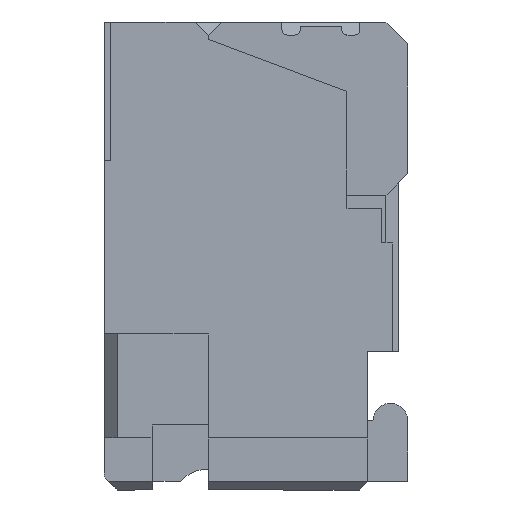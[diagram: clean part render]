
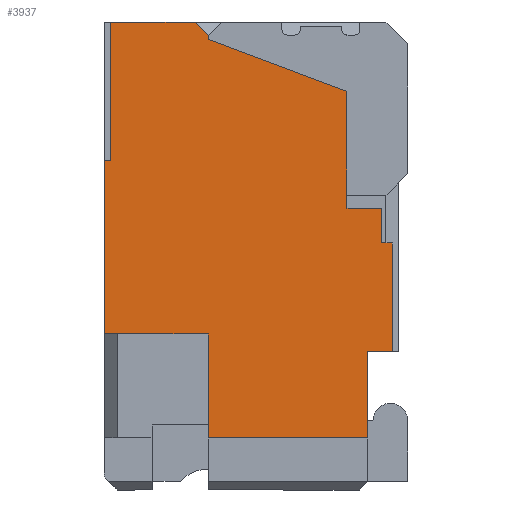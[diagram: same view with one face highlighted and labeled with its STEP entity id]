
A CAD part, left-side view. The second image highlights one B-rep face of the part: STEP entity #3937.
In plain terms, the highlighted planar face has unit normal (-1, 0, 0).
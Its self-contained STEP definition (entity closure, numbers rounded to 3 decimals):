
#67 = EDGE_CURVE ( 'NONE', #2214, #1957, #5107, .T. ) ;
#103 = VERTEX_POINT ( 'NONE', #4791 ) ;
#148 = EDGE_CURVE ( 'NONE', #6944, #2565, #215, .T. ) ;
#179 = CARTESIAN_POINT ( 'NONE',  ( -1.9, 1.715, 0.55 ) ) ;
#215 = LINE ( 'NONE', #6166, #513 ) ;
#219 = ORIENTED_EDGE ( 'NONE', *, *, #6858, .F. ) ;
#227 = EDGE_CURVE ( 'NONE', #5787, #103, #2627, .T. ) ;
#363 = VECTOR ( 'NONE', #1321, 1000. ) ;
#388 = LINE ( 'NONE', #4643, #524 ) ;
#411 = VERTEX_POINT ( 'NONE', #6336 ) ;
#429 = EDGE_CURVE ( 'NONE', #5084, #411, #3207, .T. ) ;
#513 = VECTOR ( 'NONE', #1793, 1000. ) ;
#515 = CARTESIAN_POINT ( 'NONE',  ( -1.9, 1.225, 1.35 ) ) ;
#524 = VECTOR ( 'NONE', #3101, 1000. ) ;
#629 = CARTESIAN_POINT ( 'NONE',  ( -1.9, 0.05, -0.55 ) ) ;
#720 = DIRECTION ( 'NONE',  ( 0., 0., 1. ) ) ;
#724 = CARTESIAN_POINT ( 'NONE',  ( -1.9, 0., -1.05 ) ) ;
#737 = CARTESIAN_POINT ( 'NONE',  ( -1.9, 1.15, -0.45 ) ) ;
#755 = EDGE_CURVE ( 'NONE', #4539, #3276, #5692, .T. ) ;
#770 = ORIENTED_EDGE ( 'NONE', *, *, #3297, .T. ) ;
#782 = ORIENTED_EDGE ( 'NONE', *, *, #787, .F. ) ;
#787 = EDGE_CURVE ( 'NONE', #3496, #103, #861, .T. ) ;
#825 = DIRECTION ( 'NONE',  ( 0., 0., 1. ) ) ;
#861 = LINE ( 'NONE', #5774, #5917 ) ;
#978 = DIRECTION ( 'NONE',  ( 0., 0., -1. ) ) ;
#996 = ORIENTED_EDGE ( 'NONE', *, *, #5139, .F. ) ;
#1012 = FACE_OUTER_BOUND ( 'NONE', #6506, .T. ) ;
#1096 = ORIENTED_EDGE ( 'NONE', *, *, #67, .F. ) ;
#1154 = CARTESIAN_POINT ( 'NONE',  ( -1.9, 0.15, 0.275 ) ) ;
#1156 = LINE ( 'NONE', #1504, #3503 ) ;
#1231 = LINE ( 'NONE', #1601, #3760 ) ;
#1282 = DIRECTION ( 'NONE',  ( 0., 1., 0. ) ) ;
#1321 = DIRECTION ( 'NONE',  ( 0., 1., 0. ) ) ;
#1357 = CARTESIAN_POINT ( 'NONE',  ( -1.9, 1.15, 1.25 ) ) ;
#1372 = EDGE_CURVE ( 'NONE', #5424, #6335, #3785, .T. ) ;
#1451 = CARTESIAN_POINT ( 'NONE',  ( -1.9, 0.23, -1.05 ) ) ;
#1452 = VECTOR ( 'NONE', #2043, 1000. ) ;
#1471 = LINE ( 'NONE', #629, #3904 ) ;
#1504 = CARTESIAN_POINT ( 'NONE',  ( -1.9, 0.088, -1.35 ) ) ;
#1594 = CARTESIAN_POINT ( 'NONE',  ( -1.9, 0.35, 0.275 ) ) ;
#1601 = CARTESIAN_POINT ( 'NONE',  ( -1.9, 0.35, 0.95 ) ) ;
#1651 = DIRECTION ( 'NONE',  ( 0., 0., -1. ) ) ;
#1793 = DIRECTION ( 'NONE',  ( 0., 0.707, 0.707 ) ) ;
#1891 = DIRECTION ( 'NONE',  ( 0., -0.936, -0.351 ) ) ;
#1957 = VERTEX_POINT ( 'NONE', #3204 ) ;
#2043 = DIRECTION ( 'NONE',  ( 0., 1., 0. ) ) ;
#2135 = CARTESIAN_POINT ( 'NONE',  ( -1.9, 0.15, 0.075 ) ) ;
#2146 = AXIS2_PLACEMENT_3D ( 'NONE', #3243, #3092, #5283 ) ;
#2169 = VECTOR ( 'NONE', #6513, 1000. ) ;
#2198 = LINE ( 'NONE', #5738, #2331 ) ;
#2214 = VERTEX_POINT ( 'NONE', #5208 ) ;
#2236 = DIRECTION ( 'NONE',  ( 0., 0., 1. ) ) ;
#2271 = DIRECTION ( 'NONE',  ( 0., 1., 0. ) ) ;
#2287 = EDGE_CURVE ( 'NONE', #1957, #3496, #5797, .T. ) ;
#2331 = VECTOR ( 'NONE', #2470, 1000. ) ;
#2470 = DIRECTION ( 'NONE',  ( 0., 0., -1. ) ) ;
#2565 = VERTEX_POINT ( 'NONE', #515 ) ;
#2589 = EDGE_CURVE ( 'NONE', #7191, #4539, #1156, .T. ) ;
#2627 = LINE ( 'NONE', #179, #363 ) ;
#2638 = ORIENTED_EDGE ( 'NONE', *, *, #755, .T. ) ;
#2659 = ORIENTED_EDGE ( 'NONE', *, *, #4398, .F. ) ;
#2826 = ORIENTED_EDGE ( 'NONE', *, *, #2589, .T. ) ;
#2840 = CARTESIAN_POINT ( 'NONE',  ( -1.9, 1.15, 1.25 ) ) ;
#2865 = VECTOR ( 'NONE', #6955, 1000. ) ;
#2966 = EDGE_CURVE ( 'NONE', #411, #6736, #1231, .T. ) ;
#3092 = DIRECTION ( 'NONE',  ( -1., 0., 0. ) ) ;
#3101 = DIRECTION ( 'NONE',  ( 0., -1., 0. ) ) ;
#3129 = ORIENTED_EDGE ( 'NONE', *, *, #5943, .F. ) ;
#3204 = CARTESIAN_POINT ( 'NONE',  ( -1.9, 1.15, -0.45 ) ) ;
#3207 = LINE ( 'NONE', #1357, #5566 ) ;
#3240 = ORIENTED_EDGE ( 'NONE', *, *, #4252, .F. ) ;
#3243 = CARTESIAN_POINT ( 'NONE',  ( -1.9, 0., 0. ) ) ;
#3274 = ORIENTED_EDGE ( 'NONE', *, *, #429, .F. ) ;
#3276 = VERTEX_POINT ( 'NONE', #5245 ) ;
#3297 = EDGE_CURVE ( 'NONE', #5299, #6736, #6466, .T. ) ;
#3317 = DIRECTION ( 'NONE',  ( 0., 1., 0. ) ) ;
#3375 = VECTOR ( 'NONE', #6810, 1000. ) ;
#3477 = VECTOR ( 'NONE', #3317, 1000. ) ;
#3496 = VERTEX_POINT ( 'NONE', #4530 ) ;
#3503 = VECTOR ( 'NONE', #720, 1000. ) ;
#3570 = LINE ( 'NONE', #724, #6014 ) ;
#3582 = CARTESIAN_POINT ( 'NONE',  ( -1.9, 1.715, 0.55 ) ) ;
#3691 = CARTESIAN_POINT ( 'NONE',  ( -1.9, 0.088, 0.075 ) ) ;
#3760 = VECTOR ( 'NONE', #1651, 1000. ) ;
#3778 = VECTOR ( 'NONE', #978, 1000. ) ;
#3785 = LINE ( 'NONE', #6099, #3778 ) ;
#3904 = VECTOR ( 'NONE', #2271, 1000. ) ;
#3937 = ADVANCED_FACE ( 'NONE', ( #1012 ), #6039, .T. ) ;
#4045 = VECTOR ( 'NONE', #825, 1000. ) ;
#4252 = EDGE_CURVE ( 'NONE', #6335, #2214, #3570, .T. ) ;
#4398 = EDGE_CURVE ( 'NONE', #7191, #5424, #1471, .T. ) ;
#4526 = CARTESIAN_POINT ( 'NONE',  ( -1.9, 0.088, -0.55 ) ) ;
#4530 = CARTESIAN_POINT ( 'NONE',  ( -1.9, 1.75, -0.45 ) ) ;
#4539 = VERTEX_POINT ( 'NONE', #3691 ) ;
#4594 = CARTESIAN_POINT ( 'NONE',  ( -1.9, 1.715, 1.35 ) ) ;
#4643 = CARTESIAN_POINT ( 'NONE',  ( -1.9, 1.75, 1.35 ) ) ;
#4791 = CARTESIAN_POINT ( 'NONE',  ( -1.9, 1.75, 0.55 ) ) ;
#4948 = ORIENTED_EDGE ( 'NONE', *, *, #6192, .T. ) ;
#5084 = VERTEX_POINT ( 'NONE', #2840 ) ;
#5107 = LINE ( 'NONE', #6407, #2865 ) ;
#5139 = EDGE_CURVE ( 'NONE', #5787, #7269, #7249, .T. ) ;
#5208 = CARTESIAN_POINT ( 'NONE',  ( -1.9, 1.15, -1.05 ) ) ;
#5245 = CARTESIAN_POINT ( 'NONE',  ( -1.9, 0.15, 0.075 ) ) ;
#5283 = DIRECTION ( 'NONE',  ( 0., 0., 1. ) ) ;
#5299 = VERTEX_POINT ( 'NONE', #1154 ) ;
#5424 = VERTEX_POINT ( 'NONE', #6348 ) ;
#5475 = ORIENTED_EDGE ( 'NONE', *, *, #2966, .F. ) ;
#5566 = VECTOR ( 'NONE', #1891, 1000. ) ;
#5654 = CARTESIAN_POINT ( 'NONE',  ( -1.9, 1.715, 1.35 ) ) ;
#5692 = LINE ( 'NONE', #2135, #3477 ) ;
#5711 = ORIENTED_EDGE ( 'NONE', *, *, #1372, .F. ) ;
#5738 = CARTESIAN_POINT ( 'NONE',  ( -1.9, 1.15, 1.35 ) ) ;
#5774 = CARTESIAN_POINT ( 'NONE',  ( -1.9, 1.75, -1.35 ) ) ;
#5787 = VERTEX_POINT ( 'NONE', #3582 ) ;
#5788 = ORIENTED_EDGE ( 'NONE', *, *, #148, .T. ) ;
#5792 = CARTESIAN_POINT ( 'NONE',  ( -1.9, 1.15, 1.275 ) ) ;
#5797 = LINE ( 'NONE', #737, #3375 ) ;
#5803 = ORIENTED_EDGE ( 'NONE', *, *, #227, .T. ) ;
#5819 = ORIENTED_EDGE ( 'NONE', *, *, #2287, .F. ) ;
#5917 = VECTOR ( 'NONE', #2236, 1000. ) ;
#5943 = EDGE_CURVE ( 'NONE', #7269, #2565, #388, .T. ) ;
#6014 = VECTOR ( 'NONE', #1282, 1000. ) ;
#6039 = PLANE ( 'NONE',  #2146 ) ;
#6097 = CARTESIAN_POINT ( 'NONE',  ( -1.9, 0.35, 0.275 ) ) ;
#6099 = CARTESIAN_POINT ( 'NONE',  ( -1.9, 0.23, -0.55 ) ) ;
#6166 = CARTESIAN_POINT ( 'NONE',  ( -1.9, -0.062, 0.062 ) ) ;
#6192 = EDGE_CURVE ( 'NONE', #3276, #5299, #6618, .T. ) ;
#6335 = VERTEX_POINT ( 'NONE', #1451 ) ;
#6336 = CARTESIAN_POINT ( 'NONE',  ( -1.9, 0.35, 0.95 ) ) ;
#6348 = CARTESIAN_POINT ( 'NONE',  ( -1.9, 0.23, -0.55 ) ) ;
#6390 = CARTESIAN_POINT ( 'NONE',  ( -1.9, 0.15, 0.275 ) ) ;
#6407 = CARTESIAN_POINT ( 'NONE',  ( -1.9, 1.15, -0.45 ) ) ;
#6466 = LINE ( 'NONE', #6097, #1452 ) ;
#6506 = EDGE_LOOP ( 'NONE', ( #2826, #2638, #4948, #770, #5475, #3274, #219, #5788, #3129, #996, #5803, #782, #5819, #1096, #3240, #5711, #2659 ) ) ;
#6513 = DIRECTION ( 'NONE',  ( 0., 0., 1. ) ) ;
#6618 = LINE ( 'NONE', #6390, #4045 ) ;
#6736 = VERTEX_POINT ( 'NONE', #1594 ) ;
#6810 = DIRECTION ( 'NONE',  ( 0., 1., 0. ) ) ;
#6858 = EDGE_CURVE ( 'NONE', #6944, #5084, #2198, .T. ) ;
#6944 = VERTEX_POINT ( 'NONE', #5792 ) ;
#6955 = DIRECTION ( 'NONE',  ( 0., 0., 1. ) ) ;
#7191 = VERTEX_POINT ( 'NONE', #4526 ) ;
#7249 = LINE ( 'NONE', #4594, #2169 ) ;
#7269 = VERTEX_POINT ( 'NONE', #5654 ) ;
